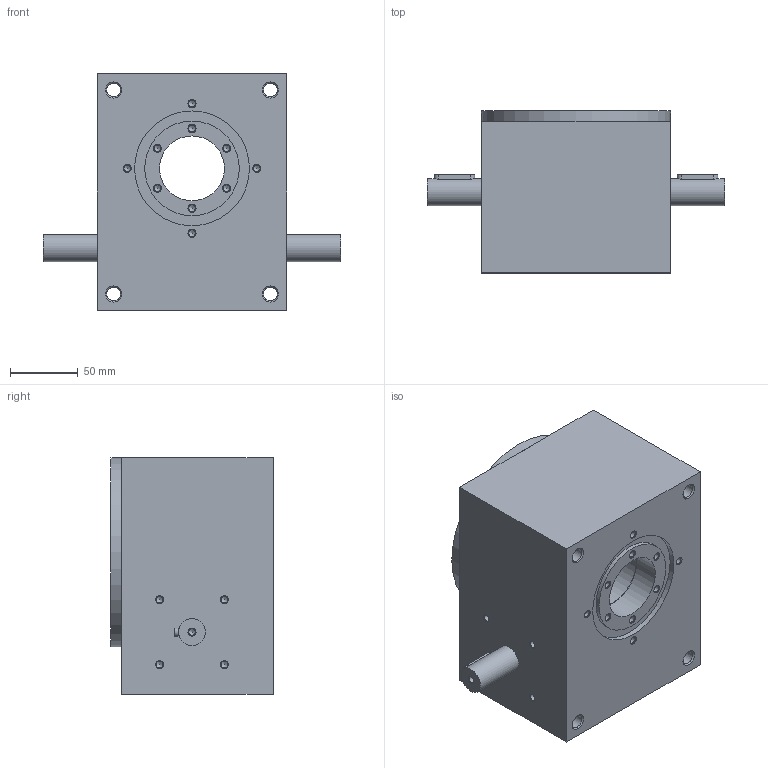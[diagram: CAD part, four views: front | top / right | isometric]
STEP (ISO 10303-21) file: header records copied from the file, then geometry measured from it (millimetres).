
FILE_DESCRIPTION( ( 'STEP AP214' ), ' ' );
FILE_NAME( 'K59_B_-_R.1_5_C.1_-_-_-_-_-_-_-_-.stp', '2017-09-28T15:36:04', ( '' ), ( '' ), ' ', 'PARTsolutions', ' ' );
FILE_SCHEMA( ( 'AUTOMOTIVE_DESIGN { 1 0 10303 214 1 1 1 1 }' ) );
Length unit declared in the file: millimetre
Products named in the file (3): K59_B_-_R.1/5_C.1_-_-_-_-_-_-_-_-; _59_11-case; _59-shaft
Assembly tree (3 placements, depth 2):
  K59_B_-_R.1/5_C.1_-_-_-_-_-_-_-_-
    _59_11-case
    _59-shaft  x2
Bounding box: 220 x 120 x 175 mm (x, y, z)
Volume: 2605350.9 mm3; surface area: 185808.6 mm2
Topology: 3 solids, 3 shells, 296 faces, 720 edges, 462 vertices
Faces by surface type: plane 146, cylinder 86, cone 64
Full cylindrical faces by diameter (mm): 4.917 x30, 10.106 x4, 10.25 x4, 15.58 x6, 20 x3, 48 x2, 49 x1, 70 x2, 85 x2, 140 x1
Entity records: 9911 total; most frequent: CARTESIAN_POINT 1325, DIRECTION 1313, ORIENTED_EDGE 1080, EDGE_CURVE 540, AXIS2_PLACEMENT_3D 486, EDGE_LOOP 443, VERTEX_POINT 434, LINE 341
